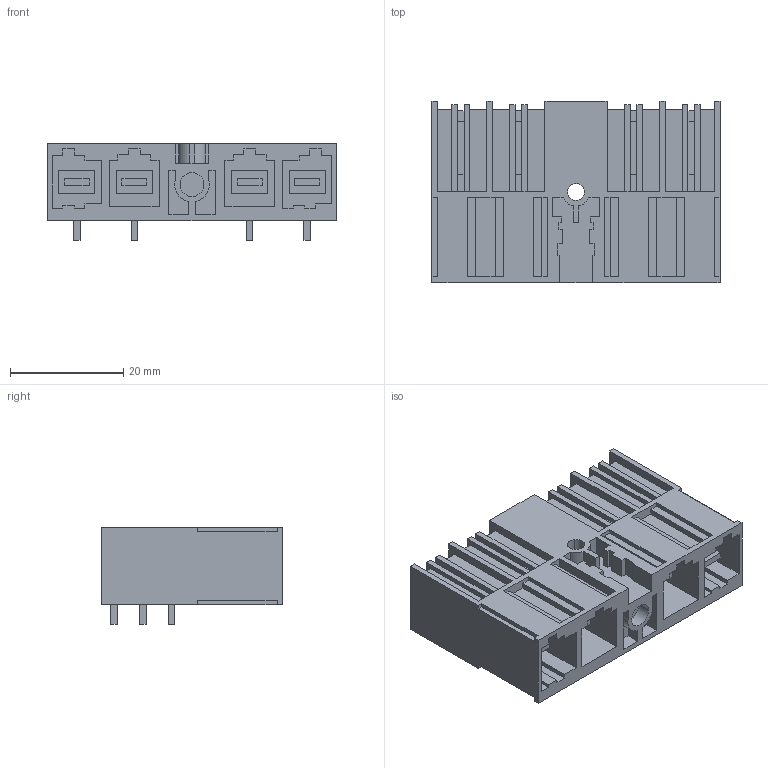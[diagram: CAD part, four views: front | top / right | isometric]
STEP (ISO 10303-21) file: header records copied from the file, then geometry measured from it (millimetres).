
FILE_DESCRIPTION(('CATIA V5 STEP Exchange','CAx-IF Rec.Pracs.--- Model Styling and Organization---1.4--- 2014-01-23'),'2;1');
FILE_NAME ('D1554671_0_2630170000_2630170000.stp','2022-12-14T08:21:35+00:00',('none'),('Weidmueller'),'CATIA Version 5-6 Release 2016 SP3 HF44','CATIA V5 STEP AP214','none');
FILE_SCHEMA(('AUTOMOTIVE_DESIGN { 1 0 10303 214 1 1 1 1 }'));
Length unit declared in the file: millimetre
Products named in the file (1): 2630170000
Bounding box: 50.8 x 32 x 17.1 mm (x, y, z)
Volume: 14335.3 mm3; surface area: 13106.4 mm2
Topology: 5 solids, 5 shells, 463 faces, 1313 edges, 879 vertices
Faces by surface type: plane 443, cylinder 20
Entity records: 14298 total; most frequent: ORIENTED_EDGE 2626, CARTESIAN_POINT 2492, DIRECTION 1894, EDGE_CURVE 1313, VECTOR 1273, LINE 1273, VERTEX_POINT 879, EDGE_LOOP 492
